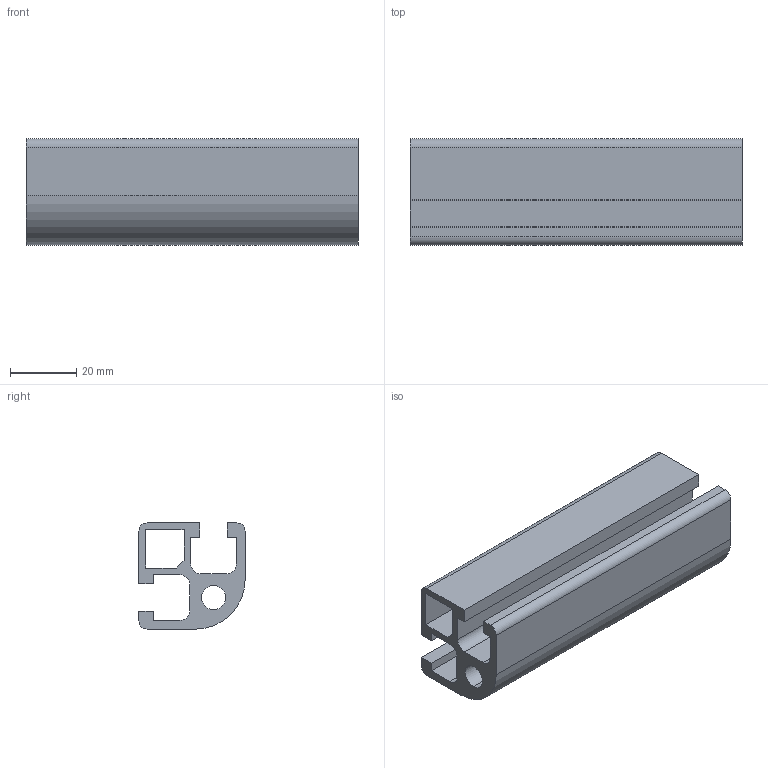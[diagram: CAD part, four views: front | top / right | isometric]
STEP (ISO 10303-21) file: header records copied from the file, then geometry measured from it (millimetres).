
FILE_DESCRIPTION (( 'STEP AP214' ), '1' );
FILE_NAME ('084.101.010.STEP', '2020-07-22T10:24:02', ( '' ), ( '' ), 'SwSTEP 2.0', 'SolidWorks 2018', '' );
FILE_SCHEMA (( 'AUTOMOTIVE_DESIGN' ));
Length unit declared in the file: millimetre
Products named in the file (1): 084.101.010
Bounding box: 100 x 32 x 32 mm (x, y, z)
Volume: 43065.8 mm3; surface area: 27299.4 mm2
Topology: 1 solids, 1 shells, 37 faces, 105 edges, 70 vertices
Faces by surface type: plane 27, cylinder 10
Entity records: 1241 total; most frequent: CARTESIAN_POINT 213, ORIENTED_EDGE 210, DIRECTION 201, EDGE_CURVE 105, VECTOR 85, LINE 85, VERTEX_POINT 70, AXIS2_PLACEMENT_3D 58
